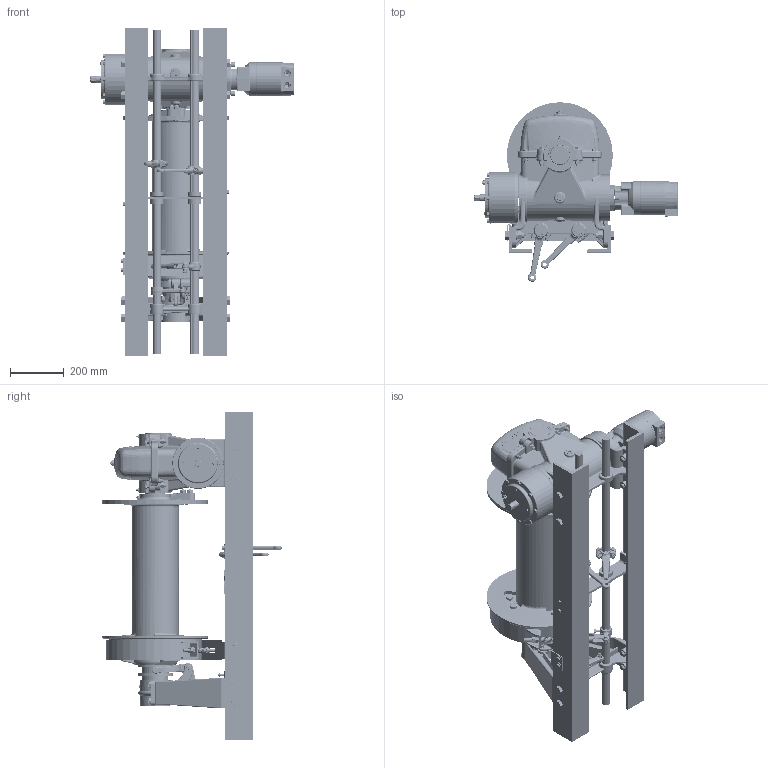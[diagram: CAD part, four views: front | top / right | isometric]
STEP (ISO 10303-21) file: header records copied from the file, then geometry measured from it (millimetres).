
FILE_DESCRIPTION((''),'2;1');
FILE_NAME('TWG-TEMP','2020-10-12T01:25:23',('Administrator'),(''),'CREO PARAMETRIC BY PTC INC, 2019030','CREO PARAMETRIC BY PTC INC, 2019030','');
FILE_SCHEMA(('AUTOMOTIVE_DESIGN { 1 0 10303 214 1 1 1 1 }'));
Products named in the file (1): TWG-TEMP
Bounding box: 754.61 x 666.83 x 1219.2 mm (x, y, z)
Volume: 1840277.3 mm3; surface area: 4345132.1 mm2
Topology: 3 solids, 273 shells, 5034 faces, 15589 edges, 10425 vertices
Faces by surface type: plane 1551, cylinder 1283, cone 992, torus 593, bspline 507, sphere 88, extrusion 12, revolution 8
Entity records: 309301 total; most frequent: CARTESIAN_POINT 146738, ORIENTED_EDGE 26089, DIRECTION 23945, EDGE_CURVE 15367, VERTEX_POINT 10427, AXIS2_PLACEMENT_3D 9346, EDGE_LOOP 5472, B_SPLINE_CURVE_WITH_KNOTS 5328
